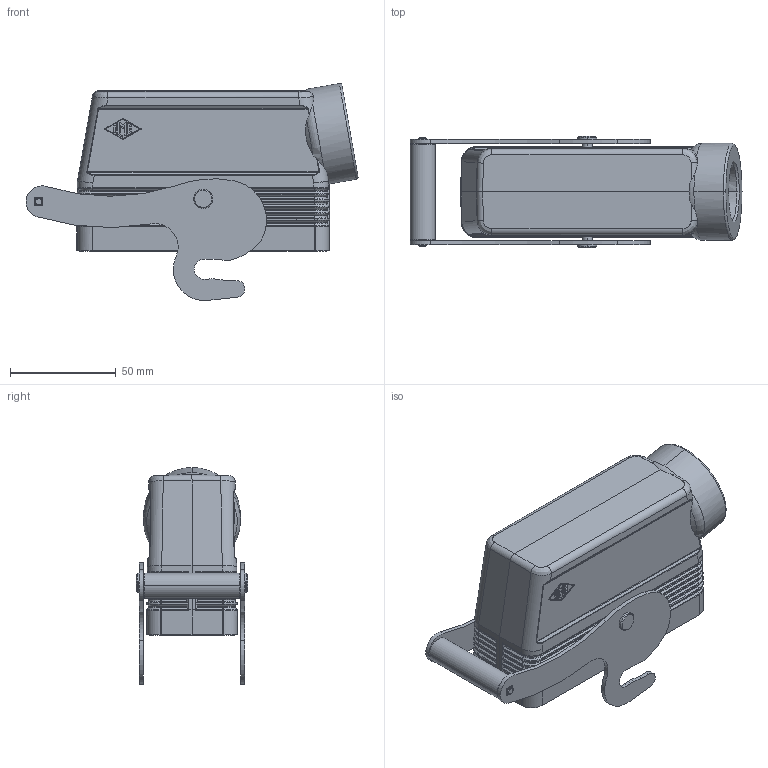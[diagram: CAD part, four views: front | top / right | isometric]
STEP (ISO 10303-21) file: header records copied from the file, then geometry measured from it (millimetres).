
FILE_DESCRIPTION(('Creo Elements/Direct Modeling STEP Export'),'2;1');
FILE_NAME('223mij861870rgd6856','2024-02-16T14:03:28',(''),(''),'Creo Elements/Direct Modeling STEP processor for AP214 (Solid Model)','Creo Elements/Direct Modeling 20.5B 27-May-2023 (C) Parametric Technology GmbH','');
FILE_SCHEMA(('AUTOMOTIVE_DESIGN { 1 0 10303 214 1 1 1 1 }'));
Length unit declared in the file: millimetre
Products named in the file (2): CAO 24 YX21
Assembly tree (1 placements, depth 2):
  CAO 24 YX21
    CAO 24 YX21
Bounding box: 157.32 x 53 x 102.84 mm (x, y, z)
Volume: 109495.9 mm3; surface area: 70892.7 mm2
Topology: 1 solids, 1 shells, 814 faces, 2046 edges, 1246 vertices
Faces by surface type: cylinder 259, plane 237, bspline 113, cone 109, torus 82, sphere 8, extrusion 6
Entity records: 36755 total; most frequent: CARTESIAN_POINT 11748, ORIENTED_EDGE 4080, DIRECTION 3659, EDGE_CURVE 2040, AXIS2_PLACEMENT_3D 1381, VERTEX_POINT 1246, VECTOR 897, LINE 891
